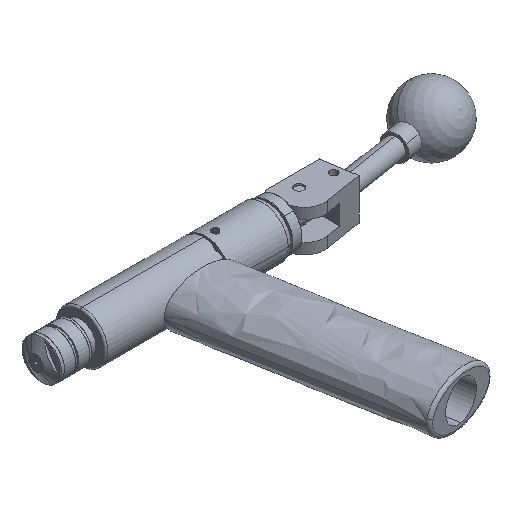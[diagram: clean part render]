
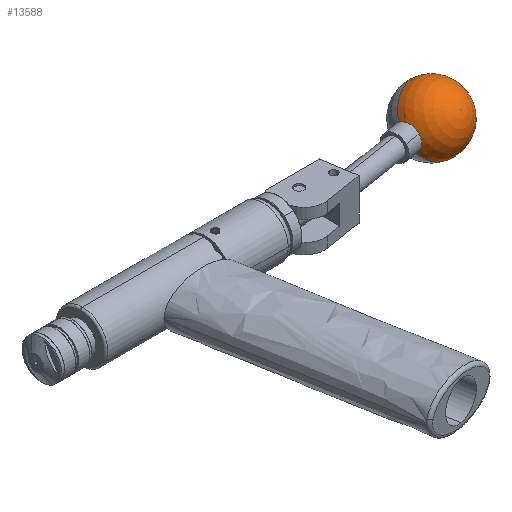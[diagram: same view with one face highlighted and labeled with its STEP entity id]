
A CAD part, isometric view. The second image highlights one B-rep face of the part: STEP entity #13588.
In plain terms, the highlighted spherical face has radius 15.875 mm.
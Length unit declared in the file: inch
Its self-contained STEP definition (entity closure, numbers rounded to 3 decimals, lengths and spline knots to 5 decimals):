
#80 = CARTESIAN_POINT ( 'NONE',  ( 7.16742, 0.28004, 0. ) ) ;
#159 = CARTESIAN_POINT ( 'NONE',  ( 6.63337, -0.00981, 0.14627 ) ) ;
#165 = CIRCLE ( 'NONE', #15505, 0.625 ) ;
#285 = ORIENTED_EDGE ( 'NONE', *, *, #11288, .T. ) ;
#1056 = FACE_OUTER_BOUND ( 'NONE', #13973, .T. ) ;
#1415 = AXIS2_PLACEMENT_3D ( 'NONE', #4433, #15143, #11677 ) ;
#2427 = DIRECTION ( 'NONE',  ( -0.127, 0.801, -0.585 ) ) ;
#2538 = ORIENTED_EDGE ( 'NONE', *, *, #15336, .F. ) ;
#3138 = VERTEX_POINT ( 'NONE', #159 ) ;
#3209 = CIRCLE ( 'NONE', #12981, 0.25 ) ;
#3493 = DIRECTION ( 'NONE',  ( 0.127, -0.801, 0.585 ) ) ;
#4433 = CARTESIAN_POINT ( 'NONE',  ( 7.16742, 0.28004, 0. ) ) ;
#4820 = VERTEX_POINT ( 'NONE', #5581 ) ;
#4856 = ORIENTED_EDGE ( 'NONE', *, *, #14400, .T. ) ;
#5581 = CARTESIAN_POINT ( 'NONE',  ( 6.62453, 0.04597, -0.20274 ) ) ;
#5630 = VERTEX_POINT ( 'NONE', #13075 ) ;
#6637 = DIRECTION ( 'NONE',  ( 0.127, -0.801, 0.585 ) ) ;
#7389 = CARTESIAN_POINT ( 'NONE',  ( 7.78472, 0.37782, 0. ) ) ;
#8339 = DIRECTION ( 'NONE',  ( 0.127, -0.801, 0.585 ) ) ;
#8730 = AXIS2_PLACEMENT_3D ( 'NONE', #80, #8339, #15519 ) ;
#9203 = ORIENTED_EDGE ( 'NONE', *, *, #14080, .T. ) ;
#9442 = DIRECTION ( 'NONE',  ( 0., 0.59, 0.808 ) ) ;
#10225 = CIRCLE ( 'NONE', #8730, 0.625 ) ;
#10421 = VERTEX_POINT ( 'NONE', #7389 ) ;
#11288 = EDGE_CURVE ( 'NONE', #5630, #3138, #13151, .T. ) ;
#11677 = DIRECTION ( 'NONE',  ( 0.092, -0.578, -0.811 ) ) ;
#11679 = CARTESIAN_POINT ( 'NONE',  ( 6.60165, 0.19044, 0. ) ) ;
#11909 = DIRECTION ( 'NONE',  ( 0.988, 0.156, 0. ) ) ;
#12639 = DIRECTION ( 'NONE',  ( 0.988, 0.156, 0. ) ) ;
#12981 = AXIS2_PLACEMENT_3D ( 'NONE', #11679, #11909, #3493 ) ;
#13075 = CARTESIAN_POINT ( 'NONE',  ( 6.57877, 0.3349, 0.20274 ) ) ;
#13151 = CIRCLE ( 'NONE', #13927, 0.25 ) ;
#13199 = CARTESIAN_POINT ( 'NONE',  ( 7.16742, 0.28004, 0. ) ) ;
#13588 = ADVANCED_FACE ( 'NONE', ( #1056 ), #14055, .T. ) ;
#13678 = CARTESIAN_POINT ( 'NONE',  ( 6.60165, 0.19044, 0. ) ) ;
#13927 = AXIS2_PLACEMENT_3D ( 'NONE', #13678, #12639, #6637 ) ;
#13973 = EDGE_LOOP ( 'NONE', ( #2538, #9203, #285, #4856 ) ) ;
#14055 = SPHERICAL_SURFACE ( 'NONE', #1415, 0.625 ) ;
#14080 = EDGE_CURVE ( 'NONE', #10421, #5630, #10225, .T. ) ;
#14400 = EDGE_CURVE ( 'NONE', #3138, #4820, #3209, .T. ) ;
#15143 = DIRECTION ( 'NONE',  ( 0.127, -0.801, 0.585 ) ) ;
#15336 = EDGE_CURVE ( 'NONE', #10421, #4820, #165, .T. ) ;
#15505 = AXIS2_PLACEMENT_3D ( 'NONE', #13199, #2427, #9442 ) ;
#15519 = DIRECTION ( 'NONE',  ( 0., -0.59, -0.808 ) ) ;
